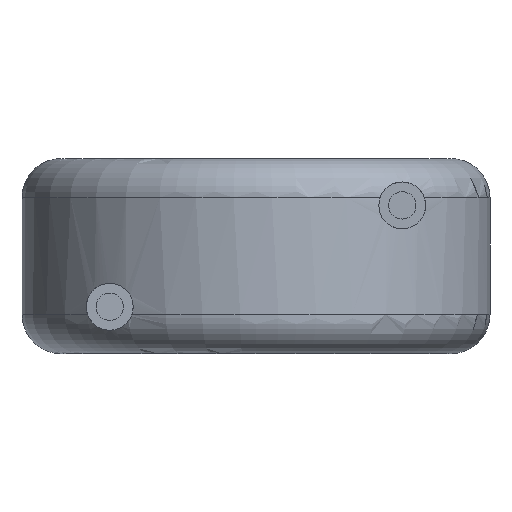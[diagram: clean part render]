
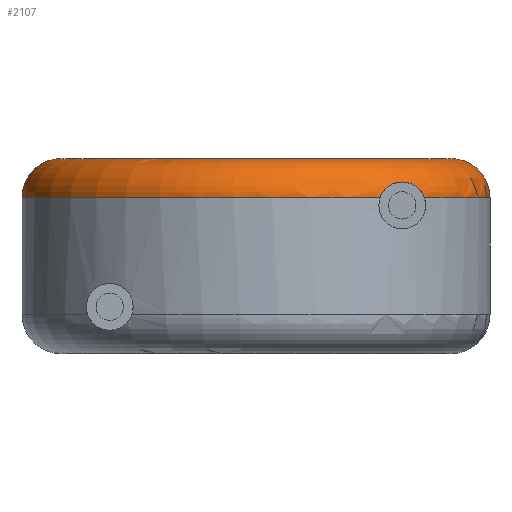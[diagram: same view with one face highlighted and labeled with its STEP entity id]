
A CAD part, front view. The second image highlights one B-rep face of the part: STEP entity #2107.
In plain terms, the highlighted toroidal (fillet/blend) face has major radius 5 mm and minor radius 1 mm.
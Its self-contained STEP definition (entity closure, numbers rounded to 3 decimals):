
#5 = CIRCLE ( 'NONE', #798, 1. ) ;
#66 = CARTESIAN_POINT ( 'NONE',  ( 3.51, -4.787, 4.362 ) ) ;
#102 = VERTEX_POINT ( 'NONE', #2275 ) ;
#138 = CARTESIAN_POINT ( 'NONE',  ( 0., 0., 4. ) ) ;
#218 = CARTESIAN_POINT ( 'NONE',  ( 5., 0., 4. ) ) ;
#334 = ORIENTED_EDGE ( 'NONE', *, *, #3383, .F. ) ;
#345 = AXIS2_PLACEMENT_3D ( 'NONE', #138, #3369, #3095 ) ;
#392 = EDGE_CURVE ( 'NONE', #2731, #1495, #1632, .T. ) ;
#440 = CARTESIAN_POINT ( 'NONE',  ( 0., 0., 5. ) ) ;
#451 = CARTESIAN_POINT ( 'NONE',  ( -6., 0., 4. ) ) ;
#525 = B_SPLINE_CURVE_WITH_KNOTS ( 'NONE', 3,
 ( #1172, #1438, #1455, #2193, #3013, #885, #66, #2463, #2248, #3320, #868, #579 ),
 .UNSPECIFIED., .F., .F.,
 ( 4, 2, 2, 2, 2, 4 ),
 ( 0., 0., 0.001, 0.001, 0.002, 0.002 ),
 .UNSPECIFIED. ) ;
#579 = CARTESIAN_POINT ( 'NONE',  ( 3.184, -5.085, 4. ) ) ;
#614 = DIRECTION ( 'NONE',  ( 1., 0., 0. ) ) ;
#736 = DIRECTION ( 'NONE',  ( 1., 0., 0. ) ) ;
#798 = AXIS2_PLACEMENT_3D ( 'NONE', #1819, #2089, #2894 ) ;
#807 = CIRCLE ( 'NONE', #1783, 5. ) ;
#868 = CARTESIAN_POINT ( 'NONE',  ( 3.208, -5.07, 4.068 ) ) ;
#885 = CARTESIAN_POINT ( 'NONE',  ( 3.616, -4.687, 4.396 ) ) ;
#968 = CARTESIAN_POINT ( 'NONE',  ( 3.184, -5.085, 4. ) ) ;
#1104 = VERTEX_POINT ( 'NONE', #968 ) ;
#1129 = ORIENTED_EDGE ( 'NONE', *, *, #3022, .T. ) ;
#1172 = CARTESIAN_POINT ( 'NONE',  ( 4.316, -4.168, 4. ) ) ;
#1210 = DIRECTION ( 'NONE',  ( 0., 0., -1. ) ) ;
#1328 = CARTESIAN_POINT ( 'NONE',  ( 0., 0., 4. ) ) ;
#1438 = CARTESIAN_POINT ( 'NONE',  ( 4.269, -4.216, 4.131 ) ) ;
#1455 = CARTESIAN_POINT ( 'NONE',  ( 4.178, -4.271, 4.239 ) ) ;
#1495 = VERTEX_POINT ( 'NONE', #2595 ) ;
#1632 = CIRCLE ( 'NONE', #2709, 6. ) ;
#1742 = ORIENTED_EDGE ( 'NONE', *, *, #392, .F. ) ;
#1783 = AXIS2_PLACEMENT_3D ( 'NONE', #440, #1807, #736 ) ;
#1807 = DIRECTION ( 'NONE',  ( 0., 0., 1. ) ) ;
#1819 = CARTESIAN_POINT ( 'NONE',  ( -5., 0., 4. ) ) ;
#1891 = CARTESIAN_POINT ( 'NONE',  ( 6., 0., 4. ) ) ;
#1990 = AXIS2_PLACEMENT_3D ( 'NONE', #218, #2140, #2660 ) ;
#2031 = VERTEX_POINT ( 'NONE', #451 ) ;
#2089 = DIRECTION ( 'NONE',  ( 0., 1., 0. ) ) ;
#2107 = ADVANCED_FACE ( 'NONE', ( #2827 ), #2791, .T. ) ;
#2140 = DIRECTION ( 'NONE',  ( 0., -1., 0. ) ) ;
#2193 = CARTESIAN_POINT ( 'NONE',  ( 3.961, -4.414, 4.376 ) ) ;
#2248 = CARTESIAN_POINT ( 'NONE',  ( 3.323, -4.966, 4.226 ) ) ;
#2262 = CARTESIAN_POINT ( 'NONE',  ( 5., 0., 5. ) ) ;
#2275 = CARTESIAN_POINT ( 'NONE',  ( -5., 0., 5. ) ) ;
#2463 = CARTESIAN_POINT ( 'NONE',  ( 3.368, -4.923, 4.266 ) ) ;
#2472 = ORIENTED_EDGE ( 'NONE', *, *, #2892, .F. ) ;
#2516 = CIRCLE ( 'NONE', #345, 6. ) ;
#2595 = CARTESIAN_POINT ( 'NONE',  ( 4.316, -4.168, 4. ) ) ;
#2611 = AXIS2_PLACEMENT_3D ( 'NONE', #1328, #3447, #2972 ) ;
#2660 = DIRECTION ( 'NONE',  ( 0., 0., -1. ) ) ;
#2709 = AXIS2_PLACEMENT_3D ( 'NONE', #3316, #1210, #614 ) ;
#2731 = VERTEX_POINT ( 'NONE', #1891 ) ;
#2791 = TOROIDAL_SURFACE ( 'NONE', #2611, 5., 1. ) ;
#2827 = FACE_OUTER_BOUND ( 'NONE', #3272, .T. ) ;
#2852 = CIRCLE ( 'NONE', #1990, 1. ) ;
#2892 = EDGE_CURVE ( 'NONE', #2031, #102, #5, .T. ) ;
#2894 = DIRECTION ( 'NONE',  ( -1., 0., 0. ) ) ;
#2961 = ORIENTED_EDGE ( 'NONE', *, *, #3100, .F. ) ;
#2972 = DIRECTION ( 'NONE',  ( 1., 0., 0. ) ) ;
#3013 = CARTESIAN_POINT ( 'NONE',  ( 3.841, -4.501, 4.404 ) ) ;
#3022 = EDGE_CURVE ( 'NONE', #2731, #3350, #2852, .T. ) ;
#3095 = DIRECTION ( 'NONE',  ( 1., 0., 0. ) ) ;
#3100 = EDGE_CURVE ( 'NONE', #1495, #1104, #525, .T. ) ;
#3107 = ORIENTED_EDGE ( 'NONE', *, *, #3446, .F. ) ;
#3272 = EDGE_LOOP ( 'NONE', ( #2472, #334, #2961, #1742, #1129, #3107 ) ) ;
#3316 = CARTESIAN_POINT ( 'NONE',  ( 0., 0., 4. ) ) ;
#3320 = CARTESIAN_POINT ( 'NONE',  ( 3.243, -5.04, 4.127 ) ) ;
#3350 = VERTEX_POINT ( 'NONE', #2262 ) ;
#3369 = DIRECTION ( 'NONE',  ( 0., 0., -1. ) ) ;
#3383 = EDGE_CURVE ( 'NONE', #1104, #2031, #2516, .T. ) ;
#3446 = EDGE_CURVE ( 'NONE', #102, #3350, #807, .T. ) ;
#3447 = DIRECTION ( 'NONE',  ( 0., 0., 1. ) ) ;
